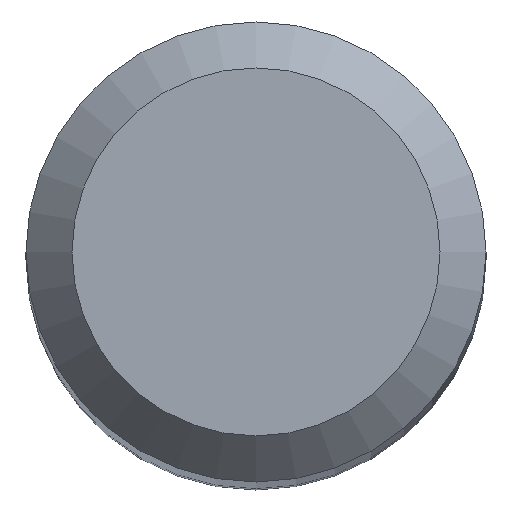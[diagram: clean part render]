
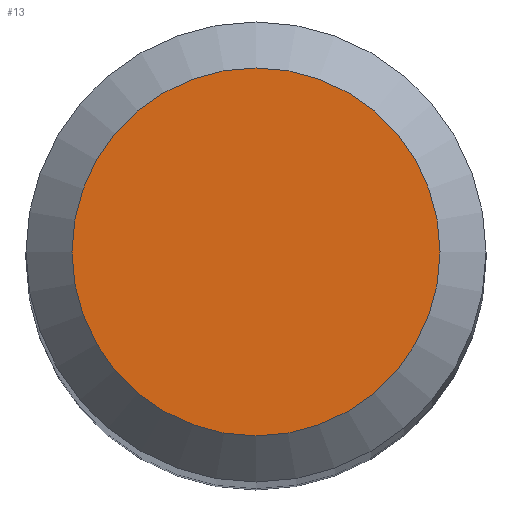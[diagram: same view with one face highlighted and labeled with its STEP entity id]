
A CAD part, top view. The second image highlights one B-rep face of the part: STEP entity #13.
In plain terms, the highlighted planar face has unit normal (0, 0, 1).
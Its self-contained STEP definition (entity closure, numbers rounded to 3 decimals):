
#13 = ADVANCED_FACE ( 'NONE', ( #113 ), #127, .F. ) ;
#25 = CARTESIAN_POINT ( 'NONE',  ( 0., 0., 60. ) ) ;
#26 = DIRECTION ( 'NONE',  ( 0., 1., 0. ) ) ;
#35 = AXIS2_PLACEMENT_3D ( 'NONE', #25, #88, #26 ) ;
#41 = DIRECTION ( 'NONE',  ( 0., 1., 0. ) ) ;
#42 = DIRECTION ( 'NONE',  ( 0., 0., -1. ) ) ;
#54 = EDGE_LOOP ( 'NONE', ( #78 ) ) ;
#58 = CARTESIAN_POINT ( 'NONE',  ( 0., 0., 60. ) ) ;
#76 = AXIS2_PLACEMENT_3D ( 'NONE', #58, #42, #41 ) ;
#78 = ORIENTED_EDGE ( 'NONE', *, *, #148, .F. ) ;
#88 = DIRECTION ( 'NONE',  ( 0., 0., -1. ) ) ;
#113 = FACE_OUTER_BOUND ( 'NONE', #54, .T. ) ;
#121 = CIRCLE ( 'NONE', #35, 2.4 ) ;
#127 = PLANE ( 'NONE',  #76 ) ;
#148 = EDGE_CURVE ( 'NONE', #170, #170, #121, .T. ) ;
#153 = CARTESIAN_POINT ( 'NONE',  ( 0., 2.4, 60. ) ) ;
#170 = VERTEX_POINT ( 'NONE', #153 ) ;
